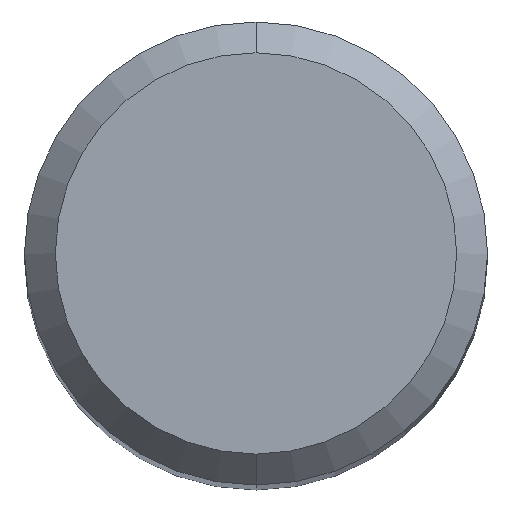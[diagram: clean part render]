
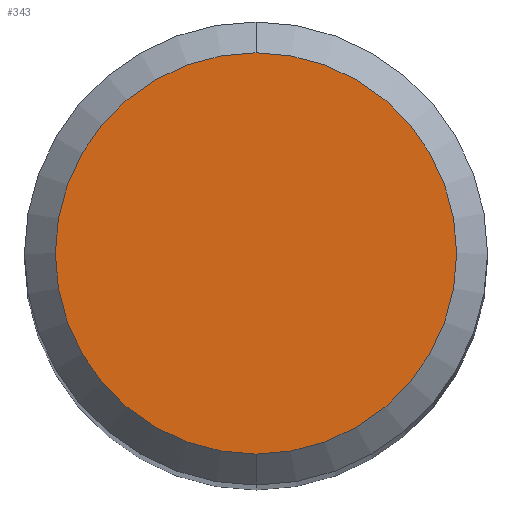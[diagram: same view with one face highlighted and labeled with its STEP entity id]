
A CAD part, top view. The second image highlights one B-rep face of the part: STEP entity #343.
In plain terms, the highlighted planar face has unit normal (0, 0, 1).
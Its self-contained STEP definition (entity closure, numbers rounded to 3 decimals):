
#289=EDGE_CURVE('',#449,#387,#606,.T.);
#343=ADVANCED_FACE('',(#665),#666,.T.);
#387=VERTEX_POINT('',#716);
#401=EDGE_CURVE('',#387,#449,#730,.T.);
#449=VERTEX_POINT('',#783);
#606=CIRCLE('',#1026,2.6);
#665=FACE_OUTER_BOUND('',#1199,.T.);
#666=PLANE('',#1200);
#716=CARTESIAN_POINT('',(0.,-2.6,0.0));
#730=CIRCLE('',#1345,2.6);
#783=CARTESIAN_POINT('',(0.0,2.6,0.0));
#1026=AXIS2_PLACEMENT_3D('',#1573,#1574,#1575);
#1199=EDGE_LOOP('',(#1641,#1642));
#1200=AXIS2_PLACEMENT_3D('',#1643,#1644,#1645);
#1345=AXIS2_PLACEMENT_3D('',#1710,#1711,#1712);
#1573=CARTESIAN_POINT('',(0.0,0.0,0.0));
#1574=DIRECTION('',(0.0,0.0,-1.0));
#1575=DIRECTION('',(0.0,1.0,0.0));
#1641=ORIENTED_EDGE('',*,*,#289,.F.);
#1642=ORIENTED_EDGE('',*,*,#401,.F.);
#1643=CARTESIAN_POINT('',(0.0,1.3,0.0));
#1644=DIRECTION('',(-0.0,0.0,1.0));
#1645=DIRECTION('',(0.0,-1.0,0.0));
#1710=CARTESIAN_POINT('',(0.0,0.0,0.0));
#1711=DIRECTION('',(0.0,0.0,-1.0));
#1712=DIRECTION('',(0.0,1.0,0.0));
